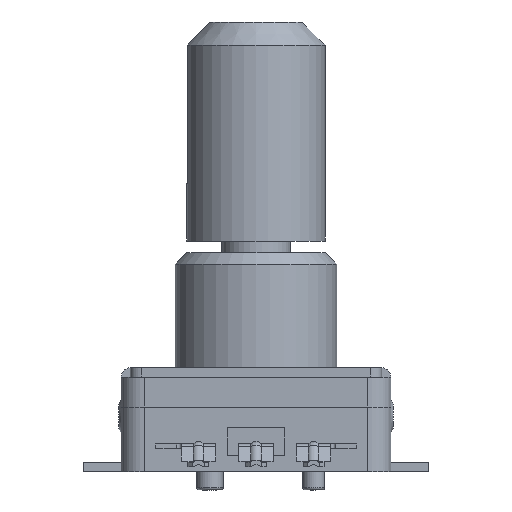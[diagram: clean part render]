
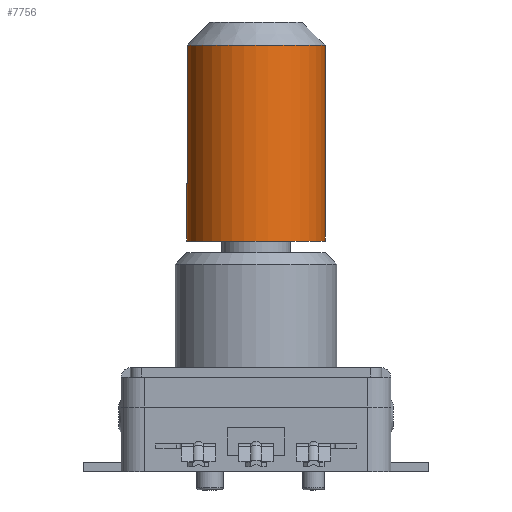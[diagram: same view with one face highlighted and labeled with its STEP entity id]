
A CAD part, left-side view. The second image highlights one B-rep face of the part: STEP entity #7756.
In plain terms, the highlighted cylindrical face has radius 3 mm (diameter 6 mm), a full revolution.
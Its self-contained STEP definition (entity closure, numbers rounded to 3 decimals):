
#452=FACE_OUTER_BOUND('',#927,.T.);
#927=EDGE_LOOP('',(#5420,#5421,#5422,#5423,#5424,#5425,#5426,#5427));
#1439=LINE('',#11581,#2284);
#1440=LINE('',#11584,#2285);
#1441=LINE('',#11586,#2286);
#2284=VECTOR('',#9172,3.);
#2285=VECTOR('',#9175,1.);
#2286=VECTOR('',#9176,1.);
#3083=CIRCLE('',#8293,3.);
#3084=CIRCLE('',#8295,3.);
#3085=CIRCLE('',#8296,3.);
#3086=CIRCLE('',#8297,3.);
#3426=VERTEX_POINT('',#11522);
#3427=VERTEX_POINT('',#11549);
#3428=VERTEX_POINT('',#11578);
#3429=VERTEX_POINT('',#11580);
#3430=VERTEX_POINT('',#11582);
#3431=VERTEX_POINT('',#11585);
#4168=EDGE_CURVE('',#3427,#3426,#3083,.T.);
#4170=EDGE_CURVE('',#3428,#3428,#3084,.T.);
#4171=EDGE_CURVE('',#3428,#3429,#1439,.T.);
#4172=EDGE_CURVE('',#3429,#3430,#3085,.T.);
#4173=EDGE_CURVE('',#3430,#3427,#1440,.F.);
#4174=EDGE_CURVE('',#3426,#3431,#1441,.T.);
#4175=EDGE_CURVE('',#3431,#3429,#3086,.T.);
#5420=ORIENTED_EDGE('',*,*,#4170,.F.);
#5421=ORIENTED_EDGE('',*,*,#4171,.T.);
#5422=ORIENTED_EDGE('',*,*,#4172,.T.);
#5423=ORIENTED_EDGE('',*,*,#4173,.T.);
#5424=ORIENTED_EDGE('',*,*,#4168,.T.);
#5425=ORIENTED_EDGE('',*,*,#4174,.T.);
#5426=ORIENTED_EDGE('',*,*,#4175,.T.);
#5427=ORIENTED_EDGE('',*,*,#4171,.F.);
#7600=CYLINDRICAL_SURFACE('',#8294,3.);
#7756=ADVANCED_FACE('',(#452),#7600,.T.);
#8293=AXIS2_PLACEMENT_3D('',#11550,#9166,#9167);
#8294=AXIS2_PLACEMENT_3D('',#11577,#9168,#9169);
#8295=AXIS2_PLACEMENT_3D('',#11579,#9170,#9171);
#8296=AXIS2_PLACEMENT_3D('',#11583,#9173,#9174);
#8297=AXIS2_PLACEMENT_3D('',#11587,#9177,#9178);
#9166=DIRECTION('center_axis',(0.,0.,
-1.));
#9167=DIRECTION('ref_axis',(0.,-1.,0.));
#9168=DIRECTION('center_axis',(0.,0.,
-1.));
#9169=DIRECTION('ref_axis',(0.,-1.,0.));
#9170=DIRECTION('center_axis',(0.,0.,
-1.));
#9171=DIRECTION('ref_axis',(0.,-1.,0.));
#9172=DIRECTION('',(0.,0.,1.));
#9173=DIRECTION('center_axis',(0.,0.,
-1.));
#9174=DIRECTION('ref_axis',(-0.985,-0.174,0.));
#9175=DIRECTION('',(0.,0.,-1.));
#9176=DIRECTION('',(0.,0.,-1.));
#9177=DIRECTION('center_axis',(0.,0.,
-1.));
#9178=DIRECTION('ref_axis',(-0.985,-0.174,0.));
#11522=CARTESIAN_POINT('',(-2.954,-0.521,14.));
#11549=CARTESIAN_POINT('',(1.026,2.819,14.));
#11550=CARTESIAN_POINT('Origin',(0.,0.,
14.));
#11577=CARTESIAN_POINT('Origin',(0.,0.,
14.));
#11578=CARTESIAN_POINT('',(0.,3.,5.5));
#11579=CARTESIAN_POINT('Origin',(0.,0.,
5.5));
#11580=CARTESIAN_POINT('',(0.,3.,8.));
#11581=CARTESIAN_POINT('',(0.,3.,14.));
#11582=CARTESIAN_POINT('',(1.026,2.819,8.));
#11583=CARTESIAN_POINT('Origin',(0.,0.,
8.));
#11584=CARTESIAN_POINT('',(1.026,2.819,14.));
#11585=CARTESIAN_POINT('',(-2.954,-0.521,8.));
#11586=CARTESIAN_POINT('',(-2.954,-0.521,14.));
#11587=CARTESIAN_POINT('Origin',(0.,0.,
8.));
